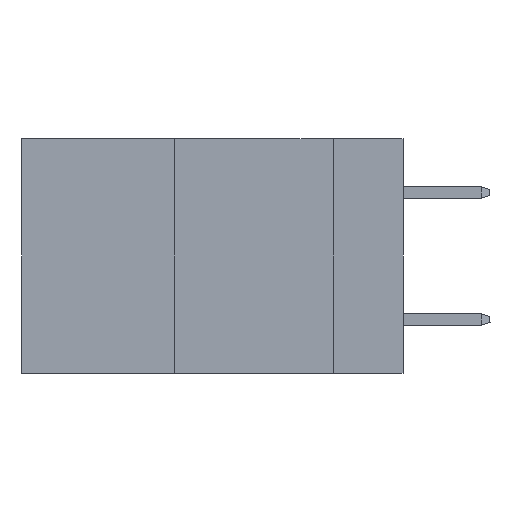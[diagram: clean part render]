
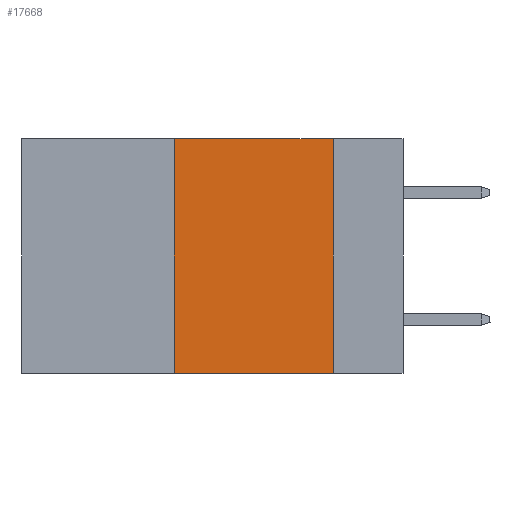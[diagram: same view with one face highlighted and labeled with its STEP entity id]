
A CAD part, left-side view. The second image highlights one B-rep face of the part: STEP entity #17668.
In plain terms, the highlighted planar face has unit normal (-1, 0, 0).
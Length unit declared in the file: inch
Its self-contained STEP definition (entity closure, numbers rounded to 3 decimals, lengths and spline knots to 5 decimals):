
#489 = VECTOR ( 'NONE', #628, 39.37008 ) ;
#628 = DIRECTION ( 'NONE',  ( 0., 0., -1. ) ) ;
#704 = FACE_OUTER_BOUND ( 'NONE', #3302, .T. ) ;
#941 = DIRECTION ( 'NONE',  ( 1., 0., 0. ) ) ;
#2181 = CARTESIAN_POINT ( 'NONE',  ( 0., 0.36, -0.37 ) ) ;
#2202 = LINE ( 'NONE', #3625, #13908 ) ;
#2408 = LINE ( 'NONE', #16897, #489 ) ;
#2815 = VECTOR ( 'NONE', #12116, 39.37008 ) ;
#3302 = EDGE_LOOP ( 'NONE', ( #13507, #3943, #23005, #14082 ) ) ;
#3625 = CARTESIAN_POINT ( 'NONE',  ( 0., 0.36, 0. ) ) ;
#3890 = CARTESIAN_POINT ( 'NONE',  ( 0., 0.11, -0.37 ) ) ;
#3943 = ORIENTED_EDGE ( 'NONE', *, *, #18572, .F. ) ;
#4102 = EDGE_CURVE ( 'NONE', #10595, #16384, #2408, .T. ) ;
#4364 = DIRECTION ( 'NONE',  ( 0., 0., -1. ) ) ;
#4925 = LINE ( 'NONE', #19417, #2815 ) ;
#6646 = LINE ( 'NONE', #17136, #12127 ) ;
#7106 = EDGE_CURVE ( 'NONE', #11969, #9901, #2202, .T. ) ;
#7193 = CARTESIAN_POINT ( 'NONE',  ( 0., 0.36, 0. ) ) ;
#7920 = PLANE ( 'NONE',  #22273 ) ;
#9427 = DIRECTION ( 'NONE',  ( 0., 0., 1. ) ) ;
#9901 = VERTEX_POINT ( 'NONE', #7193 ) ;
#10595 = VERTEX_POINT ( 'NONE', #20548 ) ;
#11969 = VERTEX_POINT ( 'NONE', #2181 ) ;
#12116 = DIRECTION ( 'NONE',  ( 0., -1., 0. ) ) ;
#12127 = VECTOR ( 'NONE', #15270, 39.37008 ) ;
#13507 = ORIENTED_EDGE ( 'NONE', *, *, #4102, .F. ) ;
#13908 = VECTOR ( 'NONE', #9427, 39.37008 ) ;
#14082 = ORIENTED_EDGE ( 'NONE', *, *, #20941, .T. ) ;
#15270 = DIRECTION ( 'NONE',  ( 0., -1., 0. ) ) ;
#16384 = VERTEX_POINT ( 'NONE', #3890 ) ;
#16897 = CARTESIAN_POINT ( 'NONE',  ( 0., 0.11, 0. ) ) ;
#17099 = CARTESIAN_POINT ( 'NONE',  ( 0., 0.6, 0. ) ) ;
#17136 = CARTESIAN_POINT ( 'NONE',  ( 0., 0.6, 0. ) ) ;
#17668 = ADVANCED_FACE ( 'NONE', ( #704 ), #7920, .F. ) ;
#18572 = EDGE_CURVE ( 'NONE', #9901, #10595, #6646, .T. ) ;
#19417 = CARTESIAN_POINT ( 'NONE',  ( 0., 0.6, -0.37 ) ) ;
#20548 = CARTESIAN_POINT ( 'NONE',  ( 0., 0.11, 0. ) ) ;
#20941 = EDGE_CURVE ( 'NONE', #11969, #16384, #4925, .T. ) ;
#22273 = AXIS2_PLACEMENT_3D ( 'NONE', #17099, #941, #4364 ) ;
#23005 = ORIENTED_EDGE ( 'NONE', *, *, #7106, .F. ) ;
